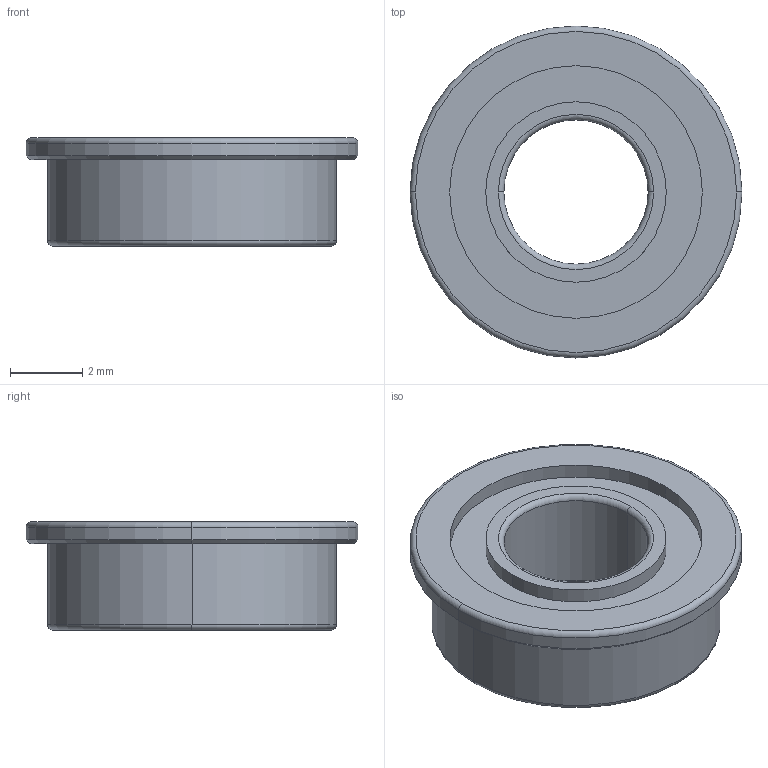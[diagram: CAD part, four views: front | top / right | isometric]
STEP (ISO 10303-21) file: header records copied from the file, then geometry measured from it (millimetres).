
FILE_DESCRIPTION (( 'STEP AP214' ), '1' );
FILE_NAME ('Flange Bearing 4x8x3mm楊擘粣創.step', '2016-10-28T04:15:10', ( 'dell' ), ( '' ), 'SwSTEP 2.0', 'SolidWorks 2013', '' );
FILE_SCHEMA (( 'AUTOMOTIVE_DESIGN' ));
Length unit declared in the file: millimetre
Products named in the file (1): Flange Bearing 4x8x3mm楊擘粣創
Bounding box: 9.2 x 9.2 x 3 mm (x, y, z)
Volume: 110.9 mm3; surface area: 238 mm2
Topology: 1 solids, 1 shells, 33 faces, 66 edges, 40 vertices
Faces by surface type: cylinder 14, torus 10, plane 7, cone 2
Entity records: 912 total; most frequent: DIRECTION 184, CARTESIAN_POINT 140, ORIENTED_EDGE 132, AXIS2_PLACEMENT_3D 84, EDGE_CURVE 66, CIRCLE 50, VERTEX_POINT 40, EDGE_LOOP 40
